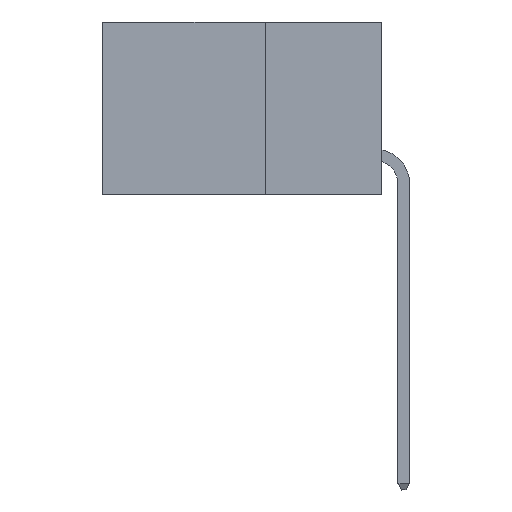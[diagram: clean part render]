
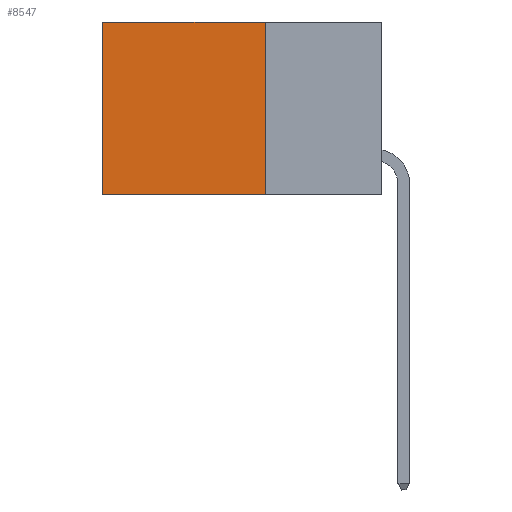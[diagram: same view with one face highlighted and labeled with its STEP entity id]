
A CAD part, left-side view. The second image highlights one B-rep face of the part: STEP entity #8547.
In plain terms, the highlighted planar face has unit normal (-1, 0, 0).
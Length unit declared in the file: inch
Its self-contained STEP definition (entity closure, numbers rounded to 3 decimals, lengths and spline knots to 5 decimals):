
#43 = PLANE ( 'NONE',  #7238 ) ;
#52 = CARTESIAN_POINT ( 'NONE',  ( 0.2875, 0.25, 0. ) ) ;
#123 = CARTESIAN_POINT ( 'NONE',  ( 0.2875, 0.25, -0.37 ) ) ;
#127 = VECTOR ( 'NONE', #1083, 39.37008 ) ;
#896 = DIRECTION ( 'NONE',  ( 0., 1., 0. ) ) ;
#1049 = FACE_OUTER_BOUND ( 'NONE', #11243, .T. ) ;
#1083 = DIRECTION ( 'NONE',  ( 0., 0., -1. ) ) ;
#1166 = VERTEX_POINT ( 'NONE', #3391 ) ;
#1348 = CARTESIAN_POINT ( 'NONE',  ( 0.2875, 0.25, 0. ) ) ;
#1521 = ORIENTED_EDGE ( 'NONE', *, *, #2648, .T. ) ;
#2648 = EDGE_CURVE ( 'NONE', #8011, #1166, #8325, .T. ) ;
#3006 = VECTOR ( 'NONE', #5000, 39.37008 ) ;
#3391 = CARTESIAN_POINT ( 'NONE',  ( 0.2875, 0.6, 0. ) ) ;
#4042 = CARTESIAN_POINT ( 'NONE',  ( 0.2875, 0.6, 0. ) ) ;
#4116 = ORIENTED_EDGE ( 'NONE', *, *, #6708, .F. ) ;
#4409 = CARTESIAN_POINT ( 'NONE',  ( 0.2875, 0.6, -0.37 ) ) ;
#4790 = ORIENTED_EDGE ( 'NONE', *, *, #4919, .F. ) ;
#4870 = LINE ( 'NONE', #8478, #127 ) ;
#4919 = EDGE_CURVE ( 'NONE', #8011, #7648, #4870, .T. ) ;
#5000 = DIRECTION ( 'NONE',  ( 0., 0., -1. ) ) ;
#5204 = CARTESIAN_POINT ( 'NONE',  ( 0.2875, 0.25, -0.37 ) ) ;
#6290 = LINE ( 'NONE', #123, #10172 ) ;
#6708 = EDGE_CURVE ( 'NONE', #7648, #11417, #6290, .T. ) ;
#7238 = AXIS2_PLACEMENT_3D ( 'NONE', #8412, #8451, #10187 ) ;
#7366 = LINE ( 'NONE', #4042, #3006 ) ;
#7648 = VERTEX_POINT ( 'NONE', #5204 ) ;
#8011 = VERTEX_POINT ( 'NONE', #1348 ) ;
#8325 = LINE ( 'NONE', #52, #8905 ) ;
#8412 = CARTESIAN_POINT ( 'NONE',  ( 0.2875, 0.25, 0. ) ) ;
#8451 = DIRECTION ( 'NONE',  ( 1., 0., 0. ) ) ;
#8478 = CARTESIAN_POINT ( 'NONE',  ( 0.2875, 0.25, 0. ) ) ;
#8547 = ADVANCED_FACE ( 'NONE', ( #1049 ), #43, .F. ) ;
#8905 = VECTOR ( 'NONE', #896, 39.37008 ) ;
#9377 = ORIENTED_EDGE ( 'NONE', *, *, #10044, .T. ) ;
#10044 = EDGE_CURVE ( 'NONE', #1166, #11417, #7366, .T. ) ;
#10172 = VECTOR ( 'NONE', #10704, 39.37008 ) ;
#10187 = DIRECTION ( 'NONE',  ( 0., 0., -1. ) ) ;
#10704 = DIRECTION ( 'NONE',  ( 0., 1., 0. ) ) ;
#11243 = EDGE_LOOP ( 'NONE', ( #9377, #4116, #4790, #1521 ) ) ;
#11417 = VERTEX_POINT ( 'NONE', #4409 ) ;
